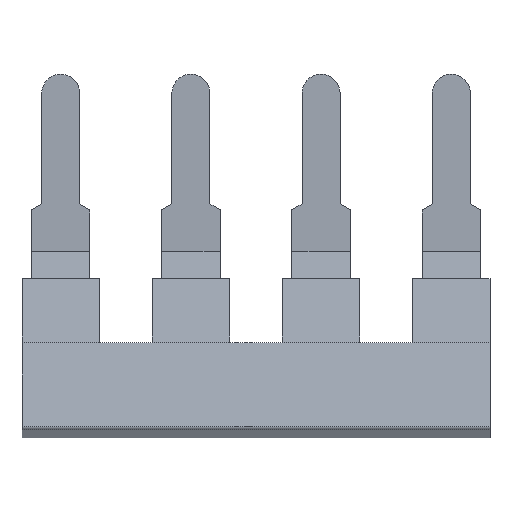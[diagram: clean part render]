
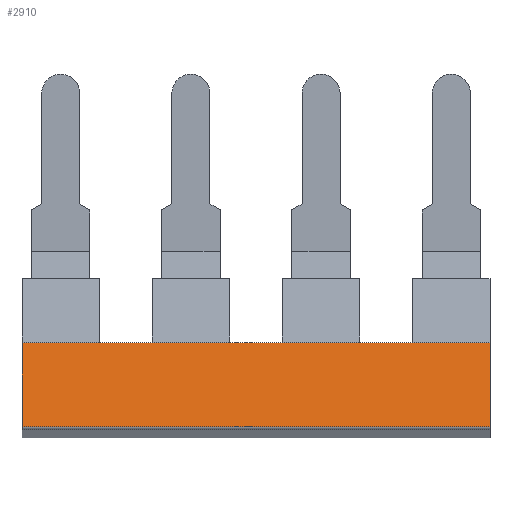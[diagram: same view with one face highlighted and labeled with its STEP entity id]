
A CAD part, top view. The second image highlights one B-rep face of the part: STEP entity #2910.
In plain terms, the highlighted face is planar.
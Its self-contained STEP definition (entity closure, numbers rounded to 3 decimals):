
#620=CARTESIAN_POINT('',(-36.021,-29.591,
2.8));
#630=VERTEX_POINT('',#620);
#790=CARTESIAN_POINT('',(-36.021,-29.591,39.65));
#800=VERTEX_POINT('',#790);
#830=CARTESIAN_POINT('',(-36.021,-29.591,0.));
#840=DIRECTION('',(0.,0.,1.));
#850=VECTOR('',#840,1.);
#860=LINE('',#830,#850);
#870=EDGE_CURVE('',#630,#800,#860,.T.);
#2020=CARTESIAN_POINT('',(-36.021,-22.841,
2.8));
#2030=VERTEX_POINT('',#2020);
#2060=CARTESIAN_POINT('',(-36.021,-22.841,
2.8));
#2070=DIRECTION('',(0.,0.,1.));
#2080=VECTOR('',#2070,1.);
#2090=LINE('',#2060,#2080);
#2100=CARTESIAN_POINT('',(-36.021,-22.841,39.65));
#2110=VERTEX_POINT('',#2100);
#2120=EDGE_CURVE('',#2030,#2110,#2090,.T.);
#2700=CARTESIAN_POINT('',(-36.021,-27.634,
29.955));
#2710=DIRECTION('',(1.,0.,0.));
#2720=DIRECTION('',(0.,1.,0.));
#2730=AXIS2_PLACEMENT_3D('',#2700,#2710,#2720);
#2740=PLANE('',#2730);
#2750=CARTESIAN_POINT('',(-36.021,-22.841,39.65));
#2760=DIRECTION('',(0.,-1.,0.));
#2770=VECTOR('',#2760,1.);
#2780=LINE('',#2750,#2770);
#2790=EDGE_CURVE('',#2110,#800,#2780,.T.);
#2800=ORIENTED_EDGE('',*,*,#2790,.T.);
#2810=ORIENTED_EDGE('',*,*,#2120,.T.);
#2820=CARTESIAN_POINT('',(-36.021,-29.791,
2.8));
#2830=DIRECTION('',(0.,1.,0.));
#2840=VECTOR('',#2830,1.);
#2850=LINE('',#2820,#2840);
#2860=EDGE_CURVE('',#630,#2030,#2850,.T.);
#2870=ORIENTED_EDGE('',*,*,#2860,.T.);
#2880=ORIENTED_EDGE('',*,*,#870,.F.);
#2890=EDGE_LOOP('',(#2880,#2870,#2810,#2800));
#2900=FACE_OUTER_BOUND('',#2890,.T.);
#2910=ADVANCED_FACE('',(#2900),#2740,.T.);
